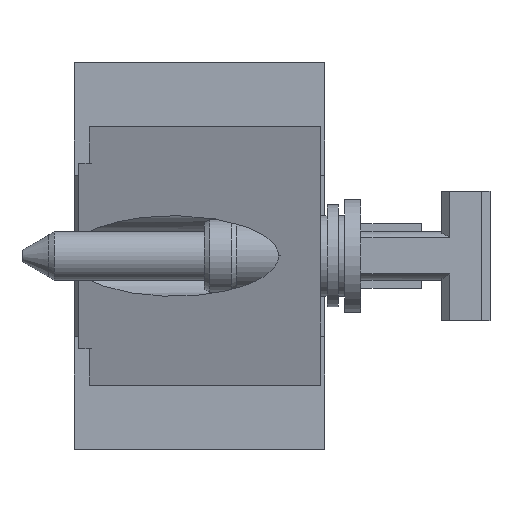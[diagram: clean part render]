
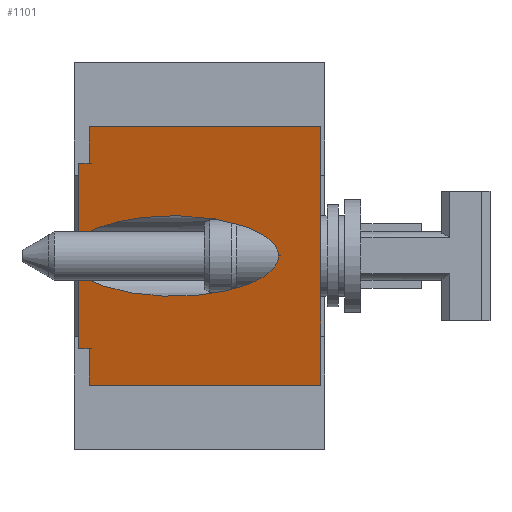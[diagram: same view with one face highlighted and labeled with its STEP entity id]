
A CAD part, front view. The second image highlights one B-rep face of the part: STEP entity #1101.
In plain terms, the highlighted face is planar.
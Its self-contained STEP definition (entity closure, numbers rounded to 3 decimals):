
#170=ELLIPSE('',#3286,6.976,2.5);
#171=ELLIPSE('',#3289,6.976,2.5);
#357=FACE_OUTER_BOUND('',#1408,.T.);
#558=LINE('',#4650,#855);
#561=LINE('',#4656,#858);
#565=LINE('',#4664,#862);
#570=LINE('',#4695,#867);
#573=LINE('',#4700,#870);
#577=LINE('',#4708,#874);
#580=LINE('',#4714,#877);
#582=LINE('',#4718,#879);
#583=LINE('',#4720,#880);
#855=VECTOR('',#3722,1.);
#858=VECTOR('',#3727,1.);
#862=VECTOR('',#3733,1.);
#867=VECTOR('',#3770,1.);
#870=VECTOR('',#3773,1.);
#874=VECTOR('',#3779,1.);
#877=VECTOR('',#3784,1.);
#879=VECTOR('',#3788,1.);
#880=VECTOR('',#3791,1.);
#1101=ADVANCED_FACE('',(#357),#1256,.T.);
#1256=PLANE('',#3295);
#1408=EDGE_LOOP('',(#1803,#1804,#1805,#1806,#1807,#1808,#1809,#1810,#1811,
#1812,#1813));
#1803=ORIENTED_EDGE('',*,*,#2790,.T.);
#1804=ORIENTED_EDGE('',*,*,#2789,.T.);
#1805=ORIENTED_EDGE('',*,*,#2787,.T.);
#1806=ORIENTED_EDGE('',*,*,#2784,.T.);
#1807=ORIENTED_EDGE('',*,*,#2777,.T.);
#1808=ORIENTED_EDGE('',*,*,#2774,.T.);
#1809=ORIENTED_EDGE('',*,*,#2776,.T.);
#1810=ORIENTED_EDGE('',*,*,#2780,.T.);
#1811=ORIENTED_EDGE('',*,*,#2762,.T.);
#1812=ORIENTED_EDGE('',*,*,#2758,.T.);
#1813=ORIENTED_EDGE('',*,*,#2755,.F.);
#2436=VERTEX_POINT('',#4646);
#2438=VERTEX_POINT('',#4649);
#2439=VERTEX_POINT('',#4653);
#2442=VERTEX_POINT('',#4660);
#2451=VERTEX_POINT('',#4685);
#2452=VERTEX_POINT('',#4688);
#2453=VERTEX_POINT('',#4692);
#2454=VERTEX_POINT('',#4696);
#2457=VERTEX_POINT('',#4704);
#2459=VERTEX_POINT('',#4711);
#2461=VERTEX_POINT('',#4717);
#2755=EDGE_CURVE('',#2438,#2436,#558,.T.);
#2758=EDGE_CURVE('',#2439,#2436,#561,.T.);
#2762=EDGE_CURVE('',#2442,#2439,#565,.T.);
#2774=EDGE_CURVE('',#2451,#2452,#170,.T.);
#2776=EDGE_CURVE('',#2452,#2453,#171,.T.);
#2777=EDGE_CURVE('',#2454,#2451,#570,.T.);
#2780=EDGE_CURVE('',#2453,#2442,#573,.T.);
#2784=EDGE_CURVE('',#2457,#2454,#577,.T.);
#2787=EDGE_CURVE('',#2459,#2457,#580,.T.);
#2789=EDGE_CURVE('',#2461,#2459,#582,.T.);
#2790=EDGE_CURVE('',#2438,#2461,#583,.T.);
#3286=AXIS2_PLACEMENT_3D('',#4689,#3760,#3761);
#3289=AXIS2_PLACEMENT_3D('',#4693,#3766,#3767);
#3295=AXIS2_PLACEMENT_3D('',#4721,#3792,#3793);
#3722=DIRECTION('',(0.,-0.934,0.358));
#3727=DIRECTION('',(-1.,0.,0.));
#3733=DIRECTION('',(0.,0.934,-0.358));
#3760=DIRECTION('',(0.,0.358,0.934));
#3761=DIRECTION('',(0.,-0.934,0.358));
#3766=DIRECTION('',(0.,0.358,0.934));
#3767=DIRECTION('',(0.,-0.934,0.358));
#3770=DIRECTION('',(-1.,0.,0.));
#3773=DIRECTION('',(-1.,0.,0.));
#3779=DIRECTION('',(0.,-0.934,0.358));
#3784=DIRECTION('',(-1.,0.,0.));
#3788=DIRECTION('',(0.,-0.934,0.358));
#3791=DIRECTION('',(1.,0.,0.));
#3792=DIRECTION('',(0.,-0.358,-0.934));
#3793=DIRECTION('',(0.,-0.934,0.358));
#4646=CARTESIAN_POINT('',(-8.,-6.828,5.5));
#4649=CARTESIAN_POINT('',(-8.,7.5,0.));
#4650=CARTESIAN_POINT('',(-8.,7.5,0.));
#4653=CARTESIAN_POINT('',(-5.75,-6.828,5.5));
#4656=CARTESIAN_POINT('',(-5.75,-6.828,5.5));
#4660=CARTESIAN_POINT('',(-5.75,-7.5,5.758));
#4664=CARTESIAN_POINT('',(-5.75,-7.5,5.758));
#4685=CARTESIAN_POINT('',(1.073,-7.5,5.758));
#4688=CARTESIAN_POINT('',(0.,4.895,1.));
#4689=CARTESIAN_POINT('',(0.,-1.618,3.5));
#4692=CARTESIAN_POINT('',(-1.073,-7.5,5.758));
#4693=CARTESIAN_POINT('',(0.,-1.618,3.5));
#4695=CARTESIAN_POINT('',(5.75,-7.5,5.758));
#4696=CARTESIAN_POINT('',(5.75,-7.5,5.758));
#4700=CARTESIAN_POINT('',(-1.073,-7.5,5.758));
#4704=CARTESIAN_POINT('',(5.75,-6.828,5.5));
#4708=CARTESIAN_POINT('',(5.75,-6.828,5.5));
#4711=CARTESIAN_POINT('',(8.,-6.828,5.5));
#4714=CARTESIAN_POINT('',(8.,-6.828,5.5));
#4717=CARTESIAN_POINT('',(8.,7.5,0.));
#4718=CARTESIAN_POINT('',(8.,7.5,0.));
#4720=CARTESIAN_POINT('',(-8.,7.5,0.));
#4721=CARTESIAN_POINT('',(-8.8,-8.25,6.046));
